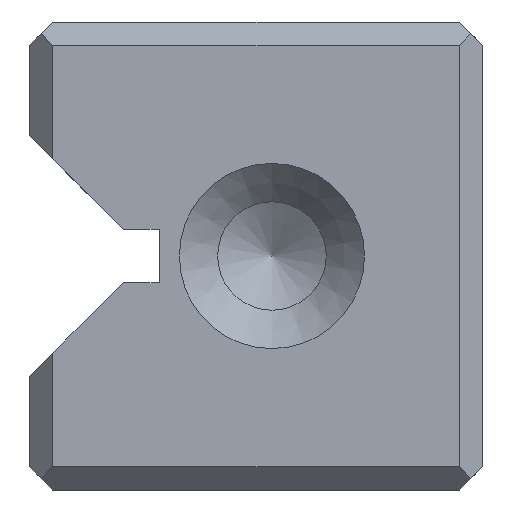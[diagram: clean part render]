
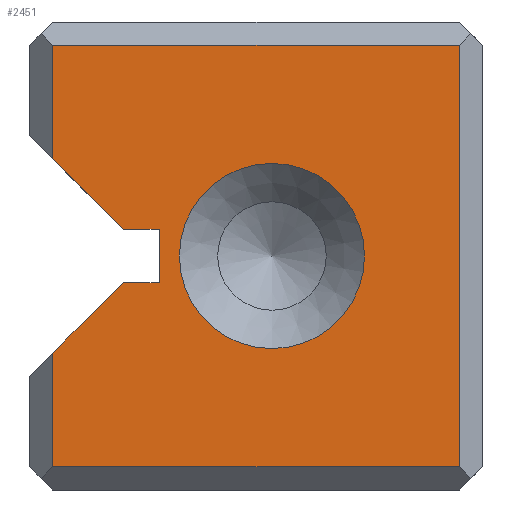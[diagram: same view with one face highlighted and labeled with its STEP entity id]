
A CAD part, left-side view. The second image highlights one B-rep face of the part: STEP entity #2451.
In plain terms, the highlighted planar face has unit normal (-1, 0, 0).
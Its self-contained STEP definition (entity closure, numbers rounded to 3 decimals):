
#2451=ADVANCED_FACE('',(#3144,#3145),#2817,.T.);
#2817=PLANE('',#8578);
#3057=CIRCLE('',#8577,4.35);
#3144=FACE_BOUND('',#3312,.T.);
#3145=FACE_BOUND('',#3313,.T.);
#3312=EDGE_LOOP('',(#4170));
#3313=EDGE_LOOP('',(#4171,#4172,#4173,#4174,#4175,#4176,#4177,#4178,#4179,
#4180));
#4170=ORIENTED_EDGE('',*,*,#6592,.T.);
#4171=ORIENTED_EDGE('',*,*,#6593,.T.);
#4172=ORIENTED_EDGE('',*,*,#6594,.T.);
#4173=ORIENTED_EDGE('',*,*,#6595,.T.);
#4174=ORIENTED_EDGE('',*,*,#6596,.T.);
#4175=ORIENTED_EDGE('',*,*,#6597,.F.);
#4176=ORIENTED_EDGE('',*,*,#6598,.F.);
#4177=ORIENTED_EDGE('',*,*,#6599,.F.);
#4178=ORIENTED_EDGE('',*,*,#6600,.F.);
#4179=ORIENTED_EDGE('',*,*,#6601,.T.);
#4180=ORIENTED_EDGE('',*,*,#6602,.T.);
#5970=VERTEX_POINT('',#10972);
#5971=VERTEX_POINT('',#10974);
#5972=VERTEX_POINT('',#10975);
#5973=VERTEX_POINT('',#10977);
#5974=VERTEX_POINT('',#10979);
#5975=VERTEX_POINT('',#10981);
#5976=VERTEX_POINT('',#10983);
#5977=VERTEX_POINT('',#10985);
#5978=VERTEX_POINT('',#10987);
#5979=VERTEX_POINT('',#10989);
#5980=VERTEX_POINT('',#10991);
#6592=EDGE_CURVE('',#5970,#5970,#3057,.T.);
#6593=EDGE_CURVE('',#5971,#5972,#7407,.T.);
#6594=EDGE_CURVE('',#5972,#5973,#7408,.T.);
#6595=EDGE_CURVE('',#5973,#5974,#7409,.T.);
#6596=EDGE_CURVE('',#5974,#5975,#7410,.T.);
#6597=EDGE_CURVE('',#5976,#5975,#7411,.T.);
#6598=EDGE_CURVE('',#5977,#5976,#7412,.T.);
#6599=EDGE_CURVE('',#5978,#5977,#7413,.T.);
#6600=EDGE_CURVE('',#5979,#5978,#7414,.T.);
#6601=EDGE_CURVE('',#5979,#5980,#7415,.T.);
#6602=EDGE_CURVE('',#5980,#5971,#7416,.T.);
#7407=LINE('',#10973,#8067);
#7408=LINE('',#10976,#8068);
#7409=LINE('',#10978,#8069);
#7410=LINE('',#10980,#8070);
#7411=LINE('',#10982,#8071);
#7412=LINE('',#10984,#8072);
#7413=LINE('',#10986,#8073);
#7414=LINE('',#10988,#8074);
#7415=LINE('',#10990,#8075);
#7416=LINE('',#10992,#8076);
#8067=VECTOR('',#9092,1.);
#8068=VECTOR('',#9093,1.);
#8069=VECTOR('',#9094,1.);
#8070=VECTOR('',#9095,1.);
#8071=VECTOR('',#9096,1.);
#8072=VECTOR('',#9097,1.);
#8073=VECTOR('',#9098,1.);
#8074=VECTOR('',#9099,1.);
#8075=VECTOR('',#9100,1.);
#8076=VECTOR('',#9101,1.);
#8577=AXIS2_PLACEMENT_3D('',#10971,#9090,#9091);
#8578=AXIS2_PLACEMENT_3D('',#10993,#9102,#9103);
#9090=DIRECTION('',(1.,0.,0.));
#9091=DIRECTION('',(0.,0.,-1.));
#9092=DIRECTION('',(0.,-1.,0.));
#9093=DIRECTION('',(0.,0.,1.));
#9094=DIRECTION('',(0.,1.,0.));
#9095=DIRECTION('',(0.,0.,-1.));
#9096=DIRECTION('',(0.,0.707,0.707));
#9097=DIRECTION('',(0.,1.,0.));
#9098=DIRECTION('',(0.,0.,1.));
#9099=DIRECTION('',(0.,-1.,0.));
#9100=DIRECTION('',(0.,0.707,-0.707));
#9101=DIRECTION('',(0.,0.,-1.));
#9102=DIRECTION('',(-1.,0.,0.));
#9103=DIRECTION('',(0.,0.,-1.));
#10971=CARTESIAN_POINT('',(0.,9.9,11.));
#10972=CARTESIAN_POINT('',(0.,9.9,6.65));
#10973=CARTESIAN_POINT('',(0.,10.65,1.1));
#10974=CARTESIAN_POINT('',(0.,20.2,1.1));
#10975=CARTESIAN_POINT('',(0.,1.1,1.1));
#10976=CARTESIAN_POINT('',(0.,1.1,0.));
#10977=CARTESIAN_POINT('',(0.,1.1,20.9));
#10978=CARTESIAN_POINT('',(0.,10.65,20.9));
#10979=CARTESIAN_POINT('',(0.,20.2,20.9));
#10980=CARTESIAN_POINT('',(0.,20.2,0.));
#10981=CARTESIAN_POINT('',(0.,20.2,15.564));
#10982=CARTESIAN_POINT('',(0.,7.643,3.007));
#10983=CARTESIAN_POINT('',(0.,16.886,12.25));
#10984=CARTESIAN_POINT('',(0.,10.65,12.25));
#10985=CARTESIAN_POINT('',(0.,15.2,12.25));
#10986=CARTESIAN_POINT('',(0.,15.2,0.));
#10987=CARTESIAN_POINT('',(0.,15.2,9.75));
#10988=CARTESIAN_POINT('',(0.,10.65,9.75));
#10989=CARTESIAN_POINT('',(0.,16.886,9.75));
#10990=CARTESIAN_POINT('',(0.,18.643,7.993));
#10991=CARTESIAN_POINT('',(0.,20.2,6.436));
#10992=CARTESIAN_POINT('',(0.,20.2,0.));
#10993=CARTESIAN_POINT('',(0.,10.65,0.));
